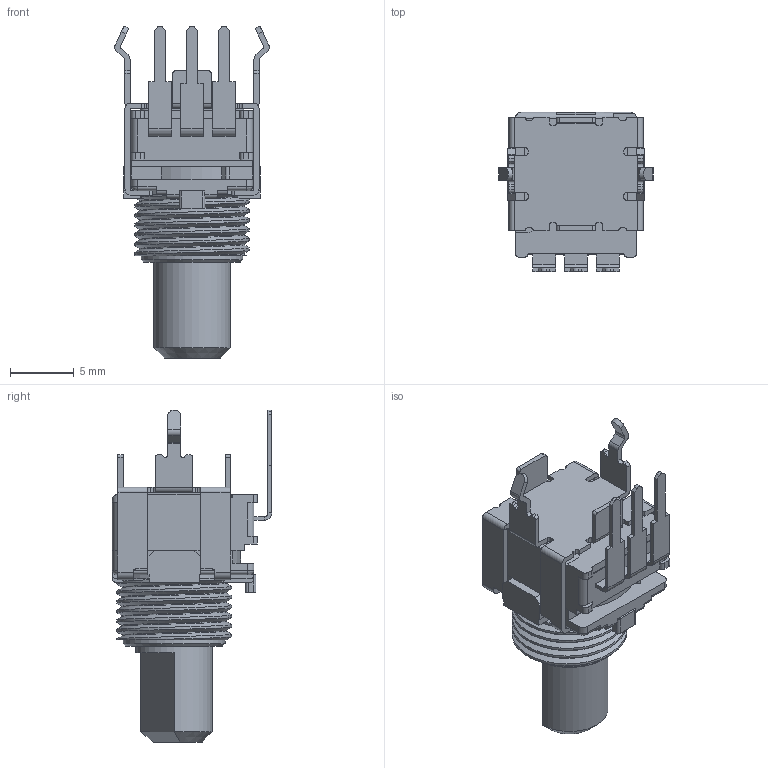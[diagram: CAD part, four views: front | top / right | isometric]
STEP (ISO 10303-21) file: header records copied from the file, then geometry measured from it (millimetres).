
FILE_DESCRIPTION(/* description */ (''),/* implementation_level */ '2;1');
FILE_NAME(/* name */ 'Potentiometer_Alps_RK09L_Single_Vertical.step',/* time_stamp */ '2019-10-17T01:31:04+01:00',/* author */ (''),/* organization */ (''),/* preprocessor_version */ 'ST-DEVELOPER v18',/* originating_system */ 'Autodesk Translation Framework v8.6.0.1094',/* authorisation */ '');
FILE_SCHEMA (('AUTOMOTIVE_DESIGN { 1 0 10303 214 3 1 1 }'));
Length unit declared in the file: millimetre
Products named in the file (2): Potentiometer_Alps_RK09L_Single_Vertical; Component1
Assembly tree (1 placements, depth 2):
  Potentiometer_Alps_RK09L_Single_Vertical
    Component1
Bounding box: 12.1 x 12.5 x 26 mm (x, y, z)
Volume: 1252.1 mm3; surface area: 1316.2 mm2
Topology: 1 solids, 1 shells, 407 faces, 1149 edges, 742 vertices
Faces by surface type: plane 251, cylinder 143, bspline 9, cone 2, torus 2
Full cylindrical faces by diameter (mm): 6 x1, 7.98 x1, 9 x5
Entity records: 15559 total; most frequent: CARTESIAN_POINT 4782, ORIENTED_EDGE 2298, DIRECTION 2210, EDGE_CURVE 1149, LINE 806, VECTOR 806, VERTEX_POINT 742, AXIS2_PLACEMENT_3D 702
